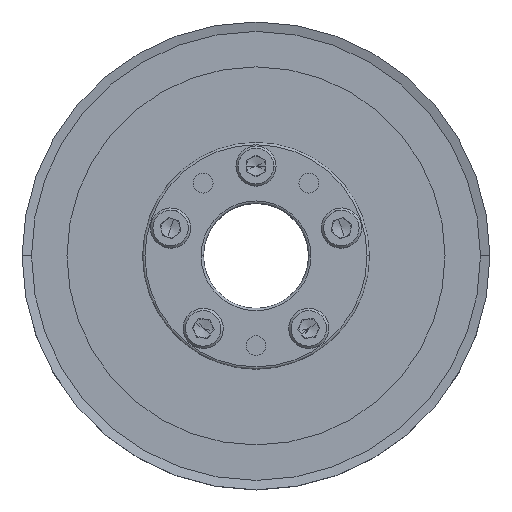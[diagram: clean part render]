
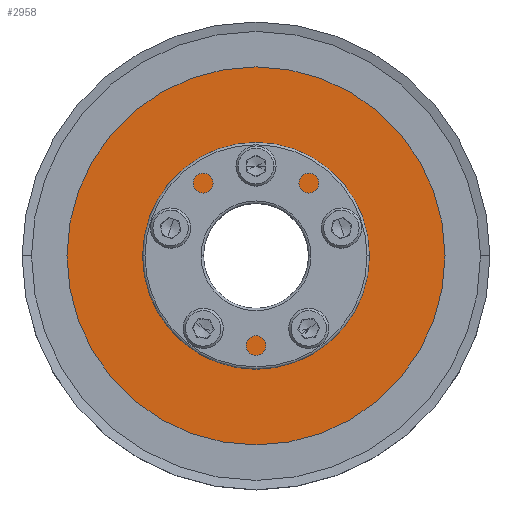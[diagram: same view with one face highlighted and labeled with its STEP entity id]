
A CAD part, top view. The second image highlights one B-rep face of the part: STEP entity #2958.
In plain terms, the highlighted planar face has unit normal (0, 0, 1).
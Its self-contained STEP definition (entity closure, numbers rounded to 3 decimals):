
#13 = ORIENTED_EDGE ( 'NONE', *, *, #10835, .F. ) ;
#76 = ORIENTED_EDGE ( 'NONE', *, *, #10628, .F. ) ;
#365 = VERTEX_POINT ( 'NONE', #13070 ) ;
#407 = ORIENTED_EDGE ( 'NONE', *, *, #2328, .F. ) ;
#425 = DIRECTION ( 'NONE',  ( 0., 0., 1. ) ) ;
#610 = CARTESIAN_POINT ( 'NONE',  ( 0., 0., 22. ) ) ;
#790 = CIRCLE ( 'NONE', #2169, 40. ) ;
#928 = EDGE_LOOP ( 'NONE', ( #4873, #15878 ) ) ;
#979 = CARTESIAN_POINT ( 'NONE',  ( -11.168, -15.371, 22. ) ) ;
#1203 = CARTESIAN_POINT ( 'NONE',  ( -18.07, 5.871, 22. ) ) ;
#1372 = DIRECTION ( 'NONE',  ( 0., 0., 1. ) ) ;
#1376 = CARTESIAN_POINT ( 'NONE',  ( 18.07, 5.871, 22. ) ) ;
#1394 = CARTESIAN_POINT ( 'NONE',  ( -40., 0., 22. ) ) ;
#1522 = VERTEX_POINT ( 'NONE', #14016 ) ;
#1533 = EDGE_LOOP ( 'NONE', ( #4883, #13 ) ) ;
#1544 = FACE_BOUND ( 'NONE', #2781, .T. ) ;
#1604 = DIRECTION ( 'NONE',  ( 1., 0., 0. ) ) ;
#1744 = CARTESIAN_POINT ( 'NONE',  ( 40., 0., 22. ) ) ;
#2026 = CIRCLE ( 'NONE', #15525, 2.1 ) ;
#2169 = AXIS2_PLACEMENT_3D ( 'NONE', #6932, #3217, #8324 ) ;
#2186 = CIRCLE ( 'NONE', #15138, 2.1 ) ;
#2235 = VERTEX_POINT ( 'NONE', #10665 ) ;
#2328 = EDGE_CURVE ( 'NONE', #6716, #10065, #9724, .T. ) ;
#2385 = DIRECTION ( 'NONE',  ( 0., 0., -1. ) ) ;
#2486 = DIRECTION ( 'NONE',  ( 1., 0., 0. ) ) ;
#2530 = FACE_OUTER_BOUND ( 'NONE', #14026, .T. ) ;
#2543 = CIRCLE ( 'NONE', #7473, 12.413 ) ;
#2583 = CARTESIAN_POINT ( 'NONE',  ( 11.168, -15.371, 22. ) ) ;
#2608 = ORIENTED_EDGE ( 'NONE', *, *, #2739, .F. ) ;
#2739 = EDGE_CURVE ( 'NONE', #8857, #3839, #7508, .T. ) ;
#2781 = EDGE_LOOP ( 'NONE', ( #13528, #13687 ) ) ;
#2939 = VERTEX_POINT ( 'NONE', #10686 ) ;
#2958 = ADVANCED_FACE ( 'NONE', ( #13555, #14676, #16941, #14837, #5597, #1544, #2530 ), #11683, .T. ) ;
#2987 = DIRECTION ( 'NONE',  ( 1., 0., 0. ) ) ;
#3044 = EDGE_CURVE ( 'NONE', #1522, #2235, #16590, .T. ) ;
#3193 = EDGE_LOOP ( 'NONE', ( #10668, #76 ) ) ;
#3217 = DIRECTION ( 'NONE',  ( 0., 0., 1. ) ) ;
#3235 = DIRECTION ( 'NONE',  ( 0., 0., 1. ) ) ;
#3675 = EDGE_LOOP ( 'NONE', ( #11573, #2608 ) ) ;
#3700 = EDGE_CURVE ( 'NONE', #15816, #12296, #6647, .T. ) ;
#3809 = CARTESIAN_POINT ( 'NONE',  ( -1.057, 23.414, 22. ) ) ;
#3839 = VERTEX_POINT ( 'NONE', #9652 ) ;
#3861 = DIRECTION ( 'NONE',  ( 0., 0., 1. ) ) ;
#3873 = DIRECTION ( 'NONE',  ( 0., 0., 1. ) ) ;
#4015 = EDGE_CURVE ( 'NONE', #15560, #2939, #4996, .T. ) ;
#4054 = AXIS2_PLACEMENT_3D ( 'NONE', #2583, #7735, #2486 ) ;
#4082 = CARTESIAN_POINT ( 'NONE',  ( 9.068, -15.371, 22. ) ) ;
#4255 = CARTESIAN_POINT ( 'NONE',  ( -15.97, 5.871, 22. ) ) ;
#4274 = CARTESIAN_POINT ( 'NONE',  ( 11.168, -15.371, 22. ) ) ;
#4479 = DIRECTION ( 'NONE',  ( 1., 0., 0. ) ) ;
#4546 = DIRECTION ( 'NONE',  ( 1., 0., 0. ) ) ;
#4588 = ORIENTED_EDGE ( 'NONE', *, *, #8966, .T. ) ;
#4873 = ORIENTED_EDGE ( 'NONE', *, *, #14665, .F. ) ;
#4883 = ORIENTED_EDGE ( 'NONE', *, *, #6712, .F. ) ;
#4996 = CIRCLE ( 'NONE', #8302, 12.413 ) ;
#5053 = DIRECTION ( 'NONE',  ( -1., 0., 0. ) ) ;
#5251 = AXIS2_PLACEMENT_3D ( 'NONE', #10415, #3861, #9230 ) ;
#5597 = FACE_BOUND ( 'NONE', #3675, .T. ) ;
#5758 = VERTEX_POINT ( 'NONE', #4255 ) ;
#5815 = AXIS2_PLACEMENT_3D ( 'NONE', #16211, #425, #4479 ) ;
#6018 = AXIS2_PLACEMENT_3D ( 'NONE', #1203, #1372, #14330 ) ;
#6044 = AXIS2_PLACEMENT_3D ( 'NONE', #6949, #13436, #1604 ) ;
#6398 = AXIS2_PLACEMENT_3D ( 'NONE', #14794, #11080, #15052 ) ;
#6596 = CARTESIAN_POINT ( 'NONE',  ( 0., 0., 22. ) ) ;
#6647 = CIRCLE ( 'NONE', #5251, 40. ) ;
#6712 = EDGE_CURVE ( 'NONE', #365, #11603, #9836, .T. ) ;
#6716 = VERTEX_POINT ( 'NONE', #13055 ) ;
#6932 = CARTESIAN_POINT ( 'NONE',  ( 0., 0., 22. ) ) ;
#6949 = CARTESIAN_POINT ( 'NONE',  ( -18.07, 5.871, 22. ) ) ;
#7118 = EDGE_CURVE ( 'NONE', #10065, #6716, #9573, .T. ) ;
#7125 = DIRECTION ( 'NONE',  ( 0., 0., 1. ) ) ;
#7236 = DIRECTION ( 'NONE',  ( 0., 0., -1. ) ) ;
#7383 = EDGE_CURVE ( 'NONE', #3839, #8857, #14557, .T. ) ;
#7473 = AXIS2_PLACEMENT_3D ( 'NONE', #610, #7236, #8528 ) ;
#7508 = CIRCLE ( 'NONE', #6398, 2.1 ) ;
#7735 = DIRECTION ( 'NONE',  ( 0., 0., 1. ) ) ;
#7764 = AXIS2_PLACEMENT_3D ( 'NONE', #4274, #3235, #2987 ) ;
#7854 = DIRECTION ( 'NONE',  ( 1., 0., 0. ) ) ;
#8302 = AXIS2_PLACEMENT_3D ( 'NONE', #6596, #2385, #5053 ) ;
#8324 = DIRECTION ( 'NONE',  ( 1., 0., 0. ) ) ;
#8528 = DIRECTION ( 'NONE',  ( -1., 0., 0. ) ) ;
#8730 = CARTESIAN_POINT ( 'NONE',  ( -12.413, 0., 22. ) ) ;
#8756 = CARTESIAN_POINT ( 'NONE',  ( 15.97, 5.871, 22. ) ) ;
#8857 = VERTEX_POINT ( 'NONE', #11878 ) ;
#8966 = EDGE_CURVE ( 'NONE', #12296, #15816, #790, .T. ) ;
#9023 = AXIS2_PLACEMENT_3D ( 'NONE', #16871, #7125, #4546 ) ;
#9157 = DIRECTION ( 'NONE',  ( 1., 0., 0. ) ) ;
#9230 = DIRECTION ( 'NONE',  ( 1., 0., 0. ) ) ;
#9573 = CIRCLE ( 'NONE', #4054, 2.1 ) ;
#9575 = DIRECTION ( 'NONE',  ( 0., 0., 1. ) ) ;
#9652 = CARTESIAN_POINT ( 'NONE',  ( 2.1, 19., 22. ) ) ;
#9724 = CIRCLE ( 'NONE', #7764, 2.1 ) ;
#9747 = ORIENTED_EDGE ( 'NONE', *, *, #3700, .T. ) ;
#9836 = CIRCLE ( 'NONE', #16178, 2.1 ) ;
#10065 = VERTEX_POINT ( 'NONE', #4082 ) ;
#10152 = CIRCLE ( 'NONE', #6018, 2.1 ) ;
#10415 = CARTESIAN_POINT ( 'NONE',  ( 0., 0., 22. ) ) ;
#10628 = EDGE_CURVE ( 'NONE', #15983, #5758, #10152, .T. ) ;
#10665 = CARTESIAN_POINT ( 'NONE',  ( -9.068, -15.371, 22. ) ) ;
#10668 = ORIENTED_EDGE ( 'NONE', *, *, #11488, .F. ) ;
#10686 = CARTESIAN_POINT ( 'NONE',  ( 12.413, 0., 22. ) ) ;
#10736 = CIRCLE ( 'NONE', #6044, 2.1 ) ;
#10835 = EDGE_CURVE ( 'NONE', #11603, #365, #2186, .T. ) ;
#11080 = DIRECTION ( 'NONE',  ( 0., 0., 1. ) ) ;
#11488 = EDGE_CURVE ( 'NONE', #5758, #15983, #10736, .T. ) ;
#11573 = ORIENTED_EDGE ( 'NONE', *, *, #7383, .F. ) ;
#11603 = VERTEX_POINT ( 'NONE', #8756 ) ;
#11683 = PLANE ( 'NONE',  #16308 ) ;
#11747 = DIRECTION ( 'NONE',  ( 1., 0., 0. ) ) ;
#11878 = CARTESIAN_POINT ( 'NONE',  ( -2.1, 19., 22. ) ) ;
#12296 = VERTEX_POINT ( 'NONE', #1394 ) ;
#13055 = CARTESIAN_POINT ( 'NONE',  ( 13.268, -15.371, 22. ) ) ;
#13070 = CARTESIAN_POINT ( 'NONE',  ( 20.17, 5.871, 22. ) ) ;
#13391 = ORIENTED_EDGE ( 'NONE', *, *, #7118, .F. ) ;
#13436 = DIRECTION ( 'NONE',  ( 0., 0., 1. ) ) ;
#13528 = ORIENTED_EDGE ( 'NONE', *, *, #4015, .T. ) ;
#13555 = FACE_BOUND ( 'NONE', #1533, .T. ) ;
#13687 = ORIENTED_EDGE ( 'NONE', *, *, #14208, .T. ) ;
#14016 = CARTESIAN_POINT ( 'NONE',  ( -13.268, -15.371, 22. ) ) ;
#14026 = EDGE_LOOP ( 'NONE', ( #9747, #4588 ) ) ;
#14208 = EDGE_CURVE ( 'NONE', #2939, #15560, #2543, .T. ) ;
#14330 = DIRECTION ( 'NONE',  ( 1., 0., 0. ) ) ;
#14446 = DIRECTION ( 'NONE',  ( 0., 0., 1. ) ) ;
#14508 = DIRECTION ( 'NONE',  ( 0., 0., 1. ) ) ;
#14557 = CIRCLE ( 'NONE', #9023, 2.1 ) ;
#14585 = EDGE_LOOP ( 'NONE', ( #407, #13391 ) ) ;
#14665 = EDGE_CURVE ( 'NONE', #2235, #1522, #2026, .T. ) ;
#14676 = FACE_BOUND ( 'NONE', #14585, .T. ) ;
#14794 = CARTESIAN_POINT ( 'NONE',  ( 0., 19., 22. ) ) ;
#14837 = FACE_BOUND ( 'NONE', #3193, .T. ) ;
#15052 = DIRECTION ( 'NONE',  ( 1., 0., 0. ) ) ;
#15111 = CARTESIAN_POINT ( 'NONE',  ( -20.17, 5.871, 22. ) ) ;
#15138 = AXIS2_PLACEMENT_3D ( 'NONE', #15715, #3873, #9157 ) ;
#15525 = AXIS2_PLACEMENT_3D ( 'NONE', #979, #14446, #7854 ) ;
#15560 = VERTEX_POINT ( 'NONE', #8730 ) ;
#15715 = CARTESIAN_POINT ( 'NONE',  ( 18.07, 5.871, 22. ) ) ;
#15816 = VERTEX_POINT ( 'NONE', #1744 ) ;
#15878 = ORIENTED_EDGE ( 'NONE', *, *, #3044, .F. ) ;
#15983 = VERTEX_POINT ( 'NONE', #15111 ) ;
#16139 = DIRECTION ( 'NONE',  ( 1., 0., 0. ) ) ;
#16178 = AXIS2_PLACEMENT_3D ( 'NONE', #1376, #14508, #11747 ) ;
#16211 = CARTESIAN_POINT ( 'NONE',  ( -11.168, -15.371, 22. ) ) ;
#16308 = AXIS2_PLACEMENT_3D ( 'NONE', #3809, #9575, #16139 ) ;
#16590 = CIRCLE ( 'NONE', #5815, 2.1 ) ;
#16871 = CARTESIAN_POINT ( 'NONE',  ( 0., 19., 22. ) ) ;
#16941 = FACE_BOUND ( 'NONE', #928, .T. ) ;
